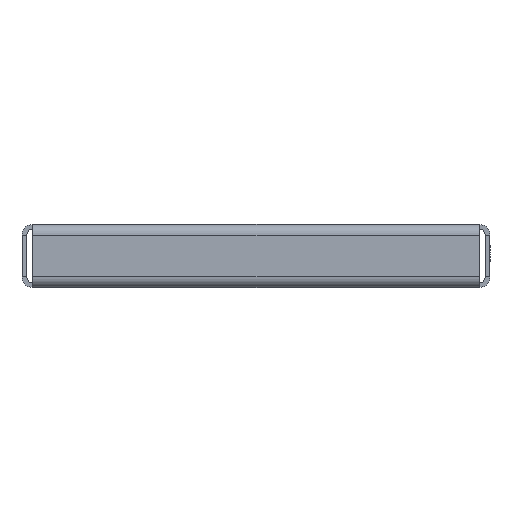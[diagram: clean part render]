
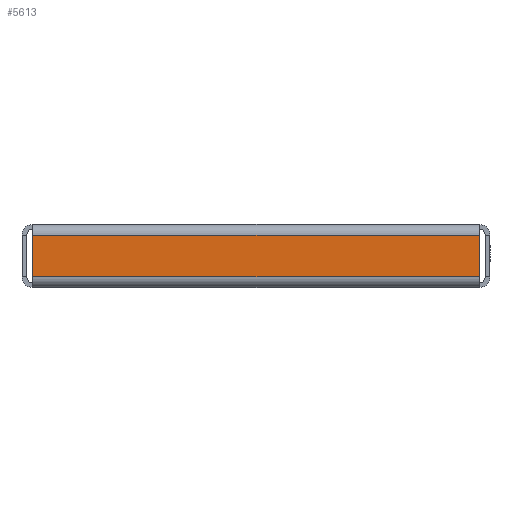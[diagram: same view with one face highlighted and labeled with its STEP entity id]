
A CAD part, front view. The second image highlights one B-rep face of the part: STEP entity #5613.
In plain terms, the highlighted planar face has unit normal (0, -1, 0).
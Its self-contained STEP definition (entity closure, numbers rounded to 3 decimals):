
#33 = VERTEX_POINT ( 'NONE', #2760 ) ;
#181 = CARTESIAN_POINT ( 'NONE',  ( 0., -4.6, 0. ) ) ;
#295 = LINE ( 'NONE', #3621, #5256 ) ;
#427 = DIRECTION ( 'NONE',  ( 1., 0., 0. ) ) ;
#603 = EDGE_CURVE ( 'NONE', #5870, #3438, #1596, .T. ) ;
#627 = CARTESIAN_POINT ( 'NONE',  ( 95.4, -4.6, 0. ) ) ;
#1014 = DIRECTION ( 'NONE',  ( 0., 0., 1. ) ) ;
#1034 = VECTOR ( 'NONE', #3121, 1000. ) ;
#1174 = ORIENTED_EDGE ( 'NONE', *, *, #603, .T. ) ;
#1214 = EDGE_LOOP ( 'NONE', ( #3351, #1174, #3033, #4619 ) ) ;
#1255 = CARTESIAN_POINT ( 'NONE',  ( -95.4, -4.6, 0. ) ) ;
#1325 = VECTOR ( 'NONE', #427, 1000. ) ;
#1596 = LINE ( 'NONE', #627, #4849 ) ;
#1704 = CARTESIAN_POINT ( 'NONE',  ( -95.4, -4.6, -22.4 ) ) ;
#1928 = EDGE_CURVE ( 'NONE', #33, #4931, #5452, .T. ) ;
#1980 = EDGE_CURVE ( 'NONE', #33, #3438, #2289, .T. ) ;
#2289 = LINE ( 'NONE', #3696, #1325 ) ;
#2583 = CARTESIAN_POINT ( 'NONE',  ( 95.4, -4.6, -22.4 ) ) ;
#2760 = CARTESIAN_POINT ( 'NONE',  ( -95.4, -4.6, -4.6 ) ) ;
#3033 = ORIENTED_EDGE ( 'NONE', *, *, #1980, .F. ) ;
#3121 = DIRECTION ( 'NONE',  ( 0., 0., -1. ) ) ;
#3351 = ORIENTED_EDGE ( 'NONE', *, *, #5834, .T. ) ;
#3438 = VERTEX_POINT ( 'NONE', #3992 ) ;
#3446 = DIRECTION ( 'NONE',  ( 0., 1., 0. ) ) ;
#3565 = DIRECTION ( 'NONE',  ( 1., 0., 0. ) ) ;
#3621 = CARTESIAN_POINT ( 'NONE',  ( -95.4, -4.6, -22.4 ) ) ;
#3696 = CARTESIAN_POINT ( 'NONE',  ( 95.4, -4.6, -4.6 ) ) ;
#3832 = DIRECTION ( 'NONE',  ( 0., 0., 1. ) ) ;
#3992 = CARTESIAN_POINT ( 'NONE',  ( 95.4, -4.6, -4.6 ) ) ;
#4230 = PLANE ( 'NONE',  #4368 ) ;
#4368 = AXIS2_PLACEMENT_3D ( 'NONE', #181, #3446, #3832 ) ;
#4619 = ORIENTED_EDGE ( 'NONE', *, *, #1928, .T. ) ;
#4728 = FACE_OUTER_BOUND ( 'NONE', #1214, .T. ) ;
#4849 = VECTOR ( 'NONE', #1014, 1000. ) ;
#4931 = VERTEX_POINT ( 'NONE', #1704 ) ;
#5256 = VECTOR ( 'NONE', #3565, 1000. ) ;
#5452 = LINE ( 'NONE', #1255, #1034 ) ;
#5613 = ADVANCED_FACE ( 'NONE', ( #4728 ), #4230, .F. ) ;
#5834 = EDGE_CURVE ( 'NONE', #4931, #5870, #295, .T. ) ;
#5870 = VERTEX_POINT ( 'NONE', #2583 ) ;
